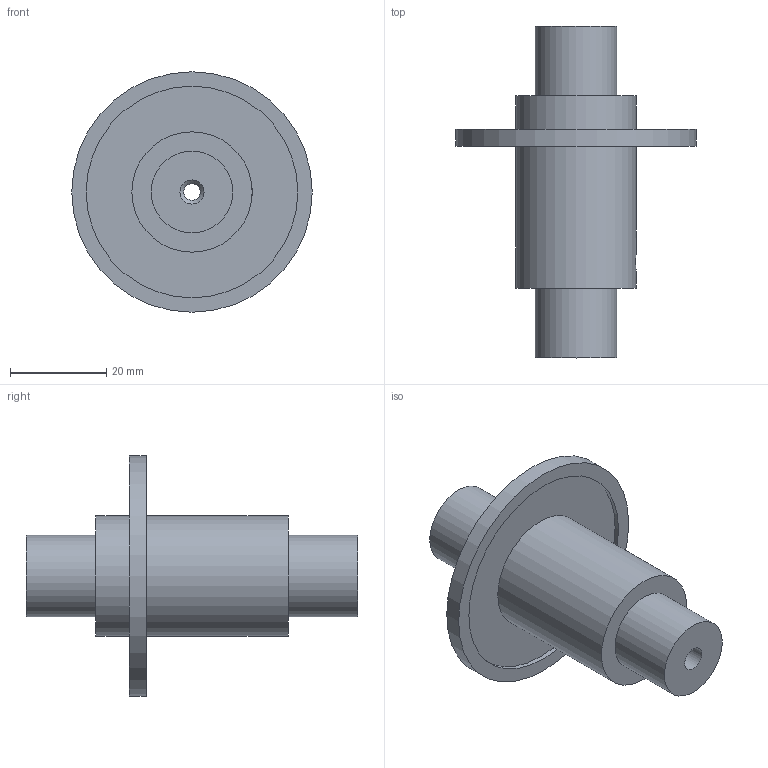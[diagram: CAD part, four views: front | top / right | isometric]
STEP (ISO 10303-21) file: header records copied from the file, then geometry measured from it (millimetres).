
FILE_DESCRIPTION(/* description */ (''),/* implementation_level */ '2;1');
FILE_NAME(/* name */ 'shaft for print.step',/* time_stamp */ '2025-05-23T17:46:23+02:00',/* author */ ('klawy'),/* organization */ (''),/* preprocessor_version */ 'ST-DEVELOPER v20',/* originating_system */ 'Autodesk Inventor 2025',/* authorisation */ '');
FILE_SCHEMA (('AUTOMOTIVE_DESIGN { 1 0 10303 214 3 1 1 }'));
Length unit declared in the file: millimetre
Products named in the file (1): shaft for print
Bounding box: 50 x 69 x 50 mm (x, y, z)
Volume: 28977 mm3; surface area: 10353.2 mm2
Topology: 1 solids, 1 shells, 66 faces, 152 edges, 99 vertices
Faces by surface type: plane 45, cylinder 16, cone 5
Full cylindrical faces by diameter (mm): 3.4 x5, 5 x3, 17 x2, 25 x2, 44 x1, 50 x1
Entity records: 1931 total; most frequent: CARTESIAN_POINT 352, DIRECTION 321, ORIENTED_EDGE 302, EDGE_CURVE 151, LINE 111, VECTOR 111, AXIS2_PLACEMENT_3D 105, VERTEX_POINT 99
